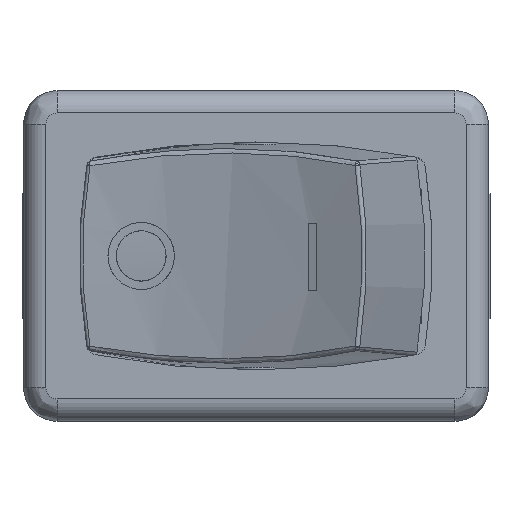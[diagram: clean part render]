
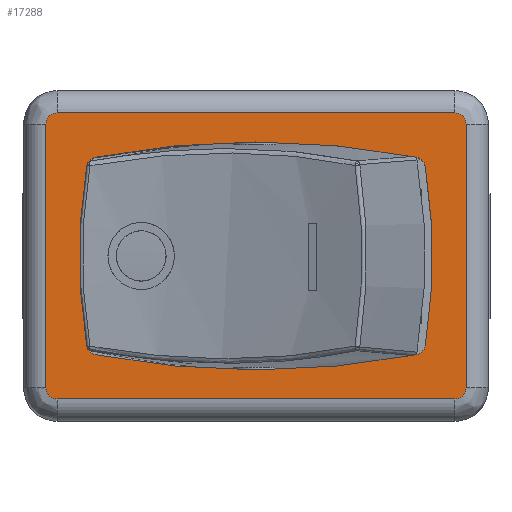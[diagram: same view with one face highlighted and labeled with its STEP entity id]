
A CAD part, top view. The second image highlights one B-rep face of the part: STEP entity #17288.
In plain terms, the highlighted planar face has unit normal (0, 0, 1).
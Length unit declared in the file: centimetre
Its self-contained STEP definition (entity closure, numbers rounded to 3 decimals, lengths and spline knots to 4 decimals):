
#423=FACE_BOUND('',#3032,.T.);
#483=CIRCLE('',#17476,0.05);
#524=CIRCLE('',#18006,3.82);
#525=CIRCLE('',#18008,0.05);
#528=CIRCLE('',#18012,3.82);
#530=CIRCLE('',#18015,0.05);
#532=CIRCLE('',#18018,2.5);
#534=CIRCLE('',#18021,0.05);
#538=CIRCLE('',#18027,0.05);
#542=CIRCLE('',#18031,0.05);
#546=CIRCLE('',#18037,0.05);
#550=CIRCLE('',#18041,0.05);
#1097=PLANE('',#18047);
#2017=FACE_OUTER_BOUND('',#3031,.T.);
#3031=EDGE_LOOP('',(#16276,#16277,#16278,#16279,#16280,#16281,#16282,#16283));
#3032=EDGE_LOOP('',(#16284,#16285,#16286,#16287,#16288,#16289,#16290,#16291,
#16292,#16293,#16294,#16295));
#3068=B_SPLINE_CURVE_WITH_KNOTS('',3,(#22017,#22018,#22019,#22020,#22021,
#22022,#22023),.UNSPECIFIED.,.F.,.F.,(4,3,4),(0.,0.0016,0.0032),
 .UNSPECIFIED.);
#3070=B_SPLINE_CURVE_WITH_KNOTS('',3,(#22053,#22054,#22055,#22056,#22057,
#22058),.UNSPECIFIED.,.F.,.F.,(4,2,4),(0.0125,0.0159,
0.0213),.UNSPECIFIED.);
#3083=B_SPLINE_CURVE_WITH_KNOTS('',3,(#22228,#22229,#22230,#22231,#22232,
#22233),.UNSPECIFIED.,.F.,.F.,(4,2,4),(0.0212,0.4484,
0.8367),.UNSPECIFIED.);
#3106=B_SPLINE_CURVE_WITH_KNOTS('',3,(#22623,#22624,#22625,#22626,#22627,
#22628,#22629),.UNSPECIFIED.,.F.,.F.,(4,3,4),(0.,0.0016,0.0032),
 .UNSPECIFIED.);
#3108=B_SPLINE_CURVE_WITH_KNOTS('',3,(#22653,#22654,#22655,#22656,#22657,
#22658),.UNSPECIFIED.,.F.,.F.,(4,2,4),(0.,0.0067,0.0088),
 .UNSPECIFIED.);
#5404=LINE('',#32663,#7119);
#5406=LINE('',#32699,#7121);
#5409=LINE('',#32706,#7124);
#5411=LINE('',#32737,#7126);
#7119=VECTOR('',#21188,1.);
#7121=VECTOR('',#21208,1.);
#7124=VECTOR('',#21215,1.);
#7126=VECTOR('',#21231,1.);
#7294=VERTEX_POINT('',#22015);
#7295=VERTEX_POINT('',#22016);
#7298=VERTEX_POINT('',#22052);
#7308=VERTEX_POINT('',#22227);
#7328=VERTEX_POINT('',#22622);
#7330=VERTEX_POINT('',#22652);
#7357=VERTEX_POINT('',#24727);
#8764=VERTEX_POINT('',#32627);
#8765=VERTEX_POINT('',#32631);
#8768=VERTEX_POINT('',#32639);
#8770=VERTEX_POINT('',#32645);
#8772=VERTEX_POINT('',#32651);
#8774=VERTEX_POINT('',#32660);
#8775=VERTEX_POINT('',#32662);
#8778=VERTEX_POINT('',#32677);
#8779=VERTEX_POINT('',#32690);
#8782=VERTEX_POINT('',#32697);
#8783=VERTEX_POINT('',#32702);
#8786=VERTEX_POINT('',#32717);
#8787=VERTEX_POINT('',#32730);
#9029=EDGE_CURVE('',#7294,#7295,#3068,.T.);
#9033=EDGE_CURVE('',#7298,#7294,#3070,.T.);
#9046=EDGE_CURVE('',#7295,#7308,#3083,.T.);
#9080=EDGE_CURVE('',#7308,#7328,#3106,.T.);
#9083=EDGE_CURVE('',#7328,#7330,#3108,.T.);
#9133=EDGE_CURVE('',#7330,#7357,#483,.T.);
#11251=EDGE_CURVE('',#7357,#8764,#524,.T.);
#11252=EDGE_CURVE('',#8765,#7298,#525,.T.);
#11256=EDGE_CURVE('',#8768,#8765,#528,.T.);
#11259=EDGE_CURVE('',#8770,#8768,#530,.T.);
#11262=EDGE_CURVE('',#8772,#8770,#532,.T.);
#11265=EDGE_CURVE('',#8764,#8772,#534,.T.);
#11267=EDGE_CURVE('',#8774,#8775,#5404,.T.);
#11271=EDGE_CURVE('',#8778,#8774,#538,.T.);
#11275=EDGE_CURVE('',#8775,#8779,#542,.T.);
#11277=EDGE_CURVE('',#8782,#8778,#5406,.T.);
#11281=EDGE_CURVE('',#8779,#8783,#5409,.T.);
#11283=EDGE_CURVE('',#8786,#8782,#546,.T.);
#11287=EDGE_CURVE('',#8783,#8787,#550,.T.);
#11289=EDGE_CURVE('',#8787,#8786,#5411,.T.);
#16276=ORIENTED_EDGE('',*,*,#11267,.F.);
#16277=ORIENTED_EDGE('',*,*,#11271,.F.);
#16278=ORIENTED_EDGE('',*,*,#11277,.F.);
#16279=ORIENTED_EDGE('',*,*,#11283,.F.);
#16280=ORIENTED_EDGE('',*,*,#11289,.F.);
#16281=ORIENTED_EDGE('',*,*,#11287,.F.);
#16282=ORIENTED_EDGE('',*,*,#11281,.F.);
#16283=ORIENTED_EDGE('',*,*,#11275,.F.);
#16284=ORIENTED_EDGE('',*,*,#9083,.T.);
#16285=ORIENTED_EDGE('',*,*,#9133,.T.);
#16286=ORIENTED_EDGE('',*,*,#11251,.T.);
#16287=ORIENTED_EDGE('',*,*,#11265,.T.);
#16288=ORIENTED_EDGE('',*,*,#11262,.T.);
#16289=ORIENTED_EDGE('',*,*,#11259,.T.);
#16290=ORIENTED_EDGE('',*,*,#11256,.T.);
#16291=ORIENTED_EDGE('',*,*,#11252,.T.);
#16292=ORIENTED_EDGE('',*,*,#9033,.T.);
#16293=ORIENTED_EDGE('',*,*,#9029,.T.);
#16294=ORIENTED_EDGE('',*,*,#9046,.T.);
#16295=ORIENTED_EDGE('',*,*,#9080,.T.);
#17288=ADVANCED_FACE('',(#2017,#423),#1097,.T.);
#17476=AXIS2_PLACEMENT_3D('',#24729,#18579,#18580);
#18006=AXIS2_PLACEMENT_3D('',#32629,#21146,#21147);
#18008=AXIS2_PLACEMENT_3D('',#32632,#21150,#21151);
#18012=AXIS2_PLACEMENT_3D('',#32640,#21159,#21160);
#18015=AXIS2_PLACEMENT_3D('',#32646,#21166,#21167);
#18018=AXIS2_PLACEMENT_3D('',#32652,#21173,#21174);
#18021=AXIS2_PLACEMENT_3D('',#32656,#21180,#21181);
#18027=AXIS2_PLACEMENT_3D('',#32679,#21194,#21195);
#18031=AXIS2_PLACEMENT_3D('',#32694,#21202,#21203);
#18037=AXIS2_PLACEMENT_3D('',#32719,#21218,#21219);
#18041=AXIS2_PLACEMENT_3D('',#32734,#21226,#21227);
#18047=AXIS2_PLACEMENT_3D('',#32747,#21245,#21246);
#18579=DIRECTION('center_axis',(0.,0.,
-1.));
#18580=DIRECTION('ref_axis',(0.188,-0.982,0.));
#21146=DIRECTION('center_axis',(0.,0.,
-1.));
#21147=DIRECTION('ref_axis',(-0.188,-0.982,0.));
#21150=DIRECTION('center_axis',(0.,0.,
-1.));
#21151=DIRECTION('ref_axis',(0.987,0.16,0.));
#21159=DIRECTION('center_axis',(0.,0.,
-1.));
#21160=DIRECTION('ref_axis',(0.188,0.982,0.));
#21166=DIRECTION('center_axis',(0.,0.,
-1.));
#21167=DIRECTION('ref_axis',(-0.188,0.982,0.));
#21173=DIRECTION('center_axis',(0.,0.,
-1.));
#21174=DIRECTION('ref_axis',(-0.987,0.16,0.));
#21180=DIRECTION('center_axis',(0.,0.,
-1.));
#21181=DIRECTION('ref_axis',(-0.987,-0.16,0.));
#21188=DIRECTION('',(0.,1.,0.));
#21194=DIRECTION('center_axis',(0.,0.,
-1.));
#21195=DIRECTION('ref_axis',(-0.707,-0.707,0.));
#21202=DIRECTION('center_axis',(0.,0.,
-1.));
#21203=DIRECTION('ref_axis',(-0.707,0.707,0.));
#21208=DIRECTION('',(-1.,0.,0.));
#21215=DIRECTION('',(1.,0.,0.));
#21218=DIRECTION('center_axis',(0.,0.,
-1.));
#21219=DIRECTION('ref_axis',(0.707,-0.707,0.));
#21226=DIRECTION('center_axis',(0.,0.,
-1.));
#21227=DIRECTION('ref_axis',(0.707,0.707,0.));
#21231=DIRECTION('',(0.,-1.,0.));
#21245=DIRECTION('center_axis',(0.,0.,
1.));
#21246=DIRECTION('ref_axis',(1.,0.,0.));
#22015=CARTESIAN_POINT('',(-0.7561,-0.4096,1.6));
#22016=CARTESIAN_POINT('',(-0.7568,-0.4065,1.6));
#22017=CARTESIAN_POINT('Ctrl Pts',(-0.7561,-0.4096,
1.6));
#22018=CARTESIAN_POINT('Ctrl Pts',(-0.7563,-0.409,
1.6));
#22019=CARTESIAN_POINT('Ctrl Pts',(-0.7564,-0.4085,
1.6));
#22020=CARTESIAN_POINT('Ctrl Pts',(-0.7565,-0.408,
1.6));
#22021=CARTESIAN_POINT('Ctrl Pts',(-0.7566,-0.4075,
1.6));
#22022=CARTESIAN_POINT('Ctrl Pts',(-0.7567,-0.407,
1.6));
#22023=CARTESIAN_POINT('Ctrl Pts',(-0.7568,-0.4065,
1.6));
#22052=CARTESIAN_POINT('',(-0.752,-0.4172,1.6));
#22053=CARTESIAN_POINT('Ctrl Pts',(-0.752,-0.4172,
1.6));
#22054=CARTESIAN_POINT('Ctrl Pts',(-0.7527,-0.4164,
1.6));
#22055=CARTESIAN_POINT('Ctrl Pts',(-0.7534,-0.4155,
1.6));
#22056=CARTESIAN_POINT('Ctrl Pts',(-0.7549,-0.413,
1.6));
#22057=CARTESIAN_POINT('Ctrl Pts',(-0.7556,-0.4113,
1.6));
#22058=CARTESIAN_POINT('Ctrl Pts',(-0.7561,-0.4096,
1.6));
#22227=CARTESIAN_POINT('',(-0.7568,0.4065,1.6));
#22228=CARTESIAN_POINT('Ctrl Pts',(-0.7568,-0.4065,
1.6));
#22229=CARTESIAN_POINT('Ctrl Pts',(-0.7809,-0.2661,
1.6));
#22230=CARTESIAN_POINT('Ctrl Pts',(-0.7924,-0.1233,
1.6));
#22231=CARTESIAN_POINT('Ctrl Pts',(-0.7902,0.1492,
1.6));
#22232=CARTESIAN_POINT('Ctrl Pts',(-0.7787,0.2788,
1.6));
#22233=CARTESIAN_POINT('Ctrl Pts',(-0.7568,0.4065,
1.6));
#22622=CARTESIAN_POINT('',(-0.7561,0.4096,1.6));
#22623=CARTESIAN_POINT('Ctrl Pts',(-0.7568,0.4065,
1.6));
#22624=CARTESIAN_POINT('Ctrl Pts',(-0.7567,0.407,
1.6));
#22625=CARTESIAN_POINT('Ctrl Pts',(-0.7566,0.4075,
1.6));
#22626=CARTESIAN_POINT('Ctrl Pts',(-0.7565,0.408,
1.6));
#22627=CARTESIAN_POINT('Ctrl Pts',(-0.7564,0.4085,
1.6));
#22628=CARTESIAN_POINT('Ctrl Pts',(-0.7563,0.409,1.6));
#22629=CARTESIAN_POINT('Ctrl Pts',(-0.7561,0.4096,
1.6));
#22652=CARTESIAN_POINT('',(-0.752,0.4172,1.6));
#22653=CARTESIAN_POINT('Ctrl Pts',(-0.7561,0.4096,
1.6));
#22654=CARTESIAN_POINT('Ctrl Pts',(-0.7555,0.4117,
1.6));
#22655=CARTESIAN_POINT('Ctrl Pts',(-0.7546,0.4138,
1.6));
#22656=CARTESIAN_POINT('Ctrl Pts',(-0.7529,0.4162,
1.6));
#22657=CARTESIAN_POINT('Ctrl Pts',(-0.7524,0.4167,
1.6));
#22658=CARTESIAN_POINT('Ctrl Pts',(-0.752,0.4172,
1.6));
#24727=CARTESIAN_POINT('',(-0.7177,0.442,1.6));
#24729=CARTESIAN_POINT('Origin',(-0.7083,0.3929,1.6));
#32627=CARTESIAN_POINT('',(0.7177,0.442,1.6));
#32629=CARTESIAN_POINT('Origin',(0.,-3.31,1.6));
#32631=CARTESIAN_POINT('',(-0.7177,-0.442,1.6));
#32632=CARTESIAN_POINT('Origin',(-0.7083,-0.3929,
1.6));
#32639=CARTESIAN_POINT('',(0.7177,-0.442,1.6));
#32640=CARTESIAN_POINT('Origin',(0.,3.31,1.6));
#32645=CARTESIAN_POINT('',(0.7576,-0.4009,1.6));
#32646=CARTESIAN_POINT('Origin',(0.7083,-0.3929,1.6));
#32651=CARTESIAN_POINT('',(0.7576,0.4009,1.6));
#32652=CARTESIAN_POINT('Origin',(-1.71,0.,1.6));
#32656=CARTESIAN_POINT('Origin',(0.7083,0.3929,1.6));
#32660=CARTESIAN_POINT('',(-0.94,-0.59,1.6));
#32662=CARTESIAN_POINT('',(-0.94,0.59,1.6));
#32663=CARTESIAN_POINT('',(-0.94,-0.295,1.6));
#32677=CARTESIAN_POINT('',(-0.89,-0.64,1.6));
#32679=CARTESIAN_POINT('Origin',(-0.89,-0.59,1.6));
#32690=CARTESIAN_POINT('',(-0.89,0.64,1.6));
#32694=CARTESIAN_POINT('Origin',(-0.89,0.59,1.6));
#32697=CARTESIAN_POINT('',(0.89,-0.64,1.6));
#32699=CARTESIAN_POINT('',(0.445,-0.64,1.6));
#32702=CARTESIAN_POINT('',(0.89,0.64,1.6));
#32706=CARTESIAN_POINT('',(-0.445,0.64,1.6));
#32717=CARTESIAN_POINT('',(0.94,-0.59,1.6));
#32719=CARTESIAN_POINT('Origin',(0.89,-0.59,1.6));
#32730=CARTESIAN_POINT('',(0.94,0.59,1.6));
#32734=CARTESIAN_POINT('Origin',(0.89,0.59,1.6));
#32737=CARTESIAN_POINT('',(0.94,0.295,1.6));
#32747=CARTESIAN_POINT('Origin',(0.,0.,
1.6));
